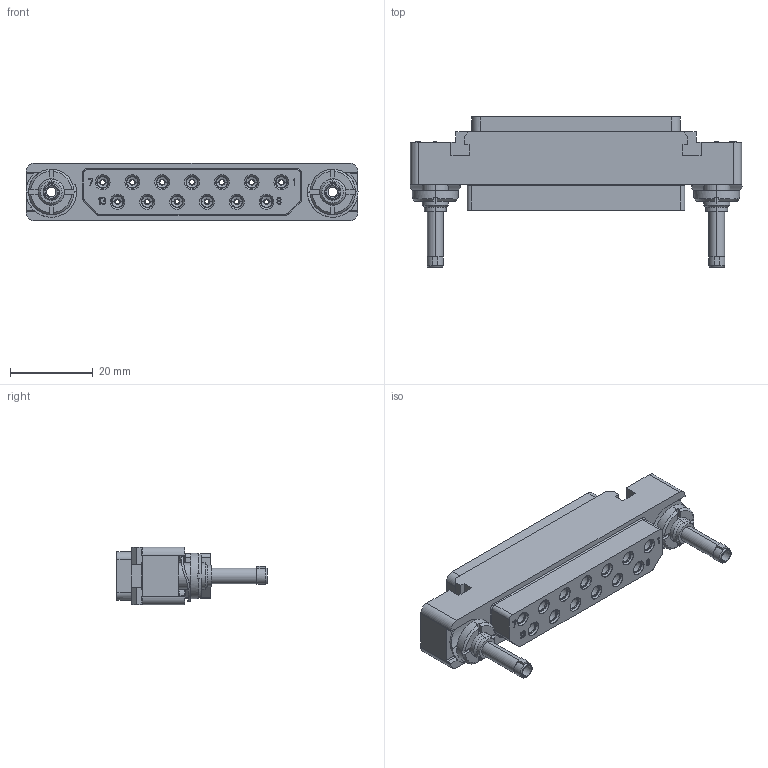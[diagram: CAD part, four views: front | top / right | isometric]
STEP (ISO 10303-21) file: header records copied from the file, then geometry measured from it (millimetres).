
FILE_DESCRIPTION((''),'2;1');
FILE_NAME('00197741300','2020-09-23T',('presta_be4'),(''),'CREO PARAMETRIC BY PTC INC, 2018360','CREO PARAMETRIC BY PTC INC, 2018360','');
FILE_SCHEMA(('CONFIG_CONTROL_DESIGN'));
Products named in the file (1): 00197741300
Bounding box: 80.2 x 36.35 x 14 mm (x, y, z)
Volume: 14892.5 mm3; surface area: 13722.2 mm2
Topology: 1 solids, 1 shells, 2246 faces, 5653 edges, 3574 vertices
Faces by surface type: plane 1033, cylinder 619, torus 268, cone 264, bspline 62
Entity records: 71358 total; most frequent: CARTESIAN_POINT 16861, DIRECTION 11537, ORIENTED_EDGE 11306, EDGE_CURVE 5653, AXIS2_PLACEMENT_3D 4131, VERTEX_POINT 3574, VECTOR 3275, LINE 3275
